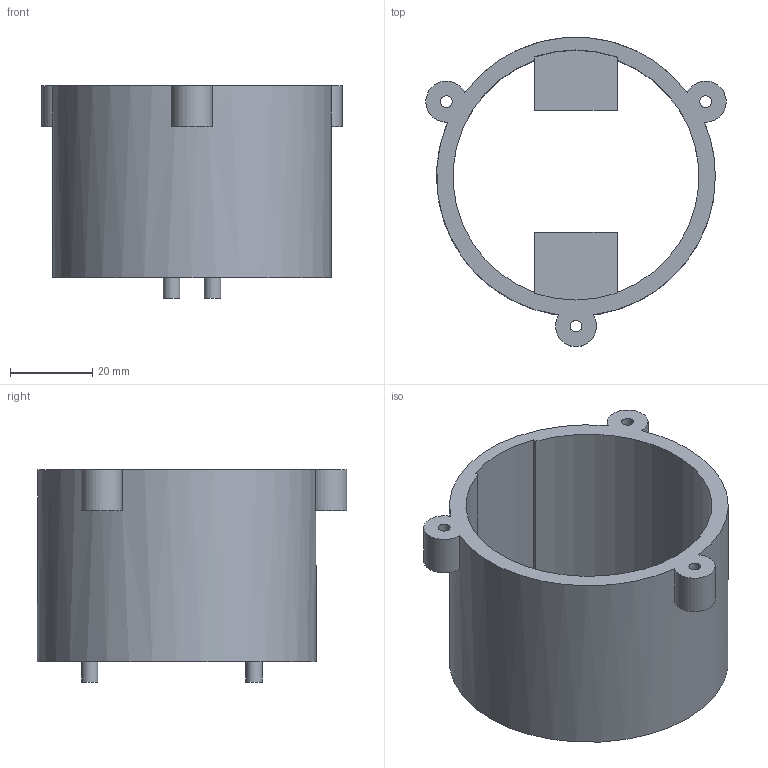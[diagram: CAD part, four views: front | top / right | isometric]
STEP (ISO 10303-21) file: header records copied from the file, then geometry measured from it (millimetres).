
FILE_DESCRIPTION(/* description */ (''),/* implementation_level */ '2;1');
FILE_NAME(/* name */ 'ARM (2) V3.step',/* time_stamp */ '2024-08-10T17:56:26-04:00',/* author */ (''),/* organization */ (''),/* preprocessor_version */ 'ST-DEVELOPER v20',/* originating_system */ 'Autodesk Translation Framework v13.14.0.145',/* authorisation */ '');
FILE_SCHEMA (('AUTOMOTIVE_DESIGN { 1 0 10303 214 3 1 1 }'));
Length unit declared in the file: millimetre
Products named in the file (2): SHOULDER V2; ARM
Assembly tree (1 placements, depth 2):
  SHOULDER V2
    ARM
Bounding box: 73.19 x 75.48 x 51.75 mm (x, y, z)
Volume: 41640.2 mm3; surface area: 23186.4 mm2
Topology: 1 solids, 1 shells, 36 faces, 86 edges, 56 vertices
Faces by surface type: plane 21, cylinder 15
Full cylindrical faces by diameter (mm): 2.85 x3, 4 x4, 68 x1
Entity records: 1144 total; most frequent: DIRECTION 200, CARTESIAN_POINT 181, ORIENTED_EDGE 172, EDGE_CURVE 86, AXIS2_PLACEMENT_3D 75, VERTEX_POINT 56, LINE 50, VECTOR 50
